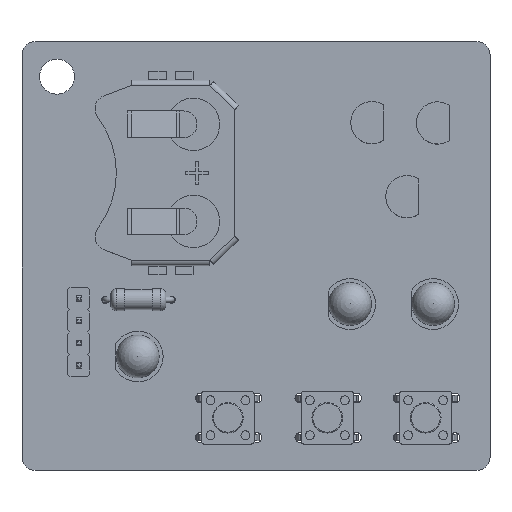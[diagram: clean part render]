
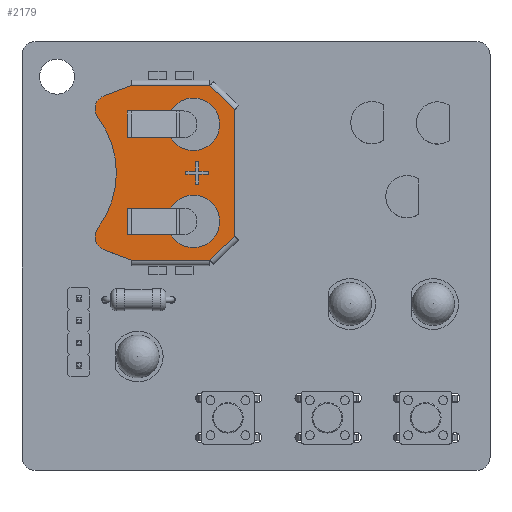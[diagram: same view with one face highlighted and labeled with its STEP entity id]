
A CAD part, top view. The second image highlights one B-rep face of the part: STEP entity #2179.
In plain terms, the highlighted planar face has unit normal (0, 0, 1).
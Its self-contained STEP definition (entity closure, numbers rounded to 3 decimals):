
#1862 = VERTEX_POINT('',#1863);
#1863 = CARTESIAN_POINT('',(-10.,4.48,4.));
#1872 = VERTEX_POINT('',#1873);
#1873 = CARTESIAN_POINT('',(-10.,-4.52,4.));
#1880 = EDGE_CURVE('',#1862,#1872,#1881,.T.);
#1881 = LINE('',#1882,#1883);
#1882 = CARTESIAN_POINT('',(-10.,4.48,4.));
#1883 = VECTOR('',#1884,1.);
#1884 = DIRECTION('',(0.,-1.,0.));
#2179 = ADVANCED_FACE('',(#2180,#2256,#2291,#2326),#2424,.T.);
#2180 = FACE_BOUND('',#2181,.T.);
#2181 = EDGE_LOOP('',(#2182,#2192,#2200,#2208,#2214,#2215,#2223,#2232,
    #2241,#2250));
#2182 = ORIENTED_EDGE('',*,*,#2183,.T.);
#2183 = EDGE_CURVE('',#2184,#2186,#2188,.T.);
#2184 = VERTEX_POINT('',#2185);
#2185 = CARTESIAN_POINT('',(10.,-4.52,4.));
#2186 = VERTEX_POINT('',#2187);
#2187 = CARTESIAN_POINT('',(10.,4.48,4.));
#2188 = LINE('',#2189,#2190);
#2189 = CARTESIAN_POINT('',(10.,-4.52,4.));
#2190 = VECTOR('',#2191,1.);
#2191 = DIRECTION('',(0.,1.,0.));
#2192 = ORIENTED_EDGE('',*,*,#2193,.T.);
#2193 = EDGE_CURVE('',#2186,#2194,#2196,.T.);
#2194 = VERTEX_POINT('',#2195);
#2195 = CARTESIAN_POINT('',(7.27,7.348,4.));
#2196 = LINE('',#2197,#2198);
#2197 = CARTESIAN_POINT('',(10.,4.48,4.));
#2198 = VECTOR('',#2199,1.);
#2199 = DIRECTION('',(-0.689,0.724,0.));
#2200 = ORIENTED_EDGE('',*,*,#2201,.T.);
#2201 = EDGE_CURVE('',#2194,#2202,#2204,.T.);
#2202 = VERTEX_POINT('',#2203);
#2203 = CARTESIAN_POINT('',(-7.27,7.348,4.));
#2204 = LINE('',#2205,#2206);
#2205 = CARTESIAN_POINT('',(7.27,7.348,4.));
#2206 = VECTOR('',#2207,1.);
#2207 = DIRECTION('',(-1.,0.,0.));
#2208 = ORIENTED_EDGE('',*,*,#2209,.T.);
#2209 = EDGE_CURVE('',#2202,#1862,#2210,.T.);
#2210 = LINE('',#2211,#2212);
#2211 = CARTESIAN_POINT('',(-7.27,7.348,4.));
#2212 = VECTOR('',#2213,1.);
#2213 = DIRECTION('',(-0.689,-0.724,0.));
#2214 = ORIENTED_EDGE('',*,*,#1880,.T.);
#2215 = ORIENTED_EDGE('',*,*,#2216,.T.);
#2216 = EDGE_CURVE('',#1872,#2217,#2219,.T.);
#2217 = VERTEX_POINT('',#2218);
#2218 = CARTESIAN_POINT('',(-8.813,-7.612,4.));
#2219 = LINE('',#2220,#2221);
#2220 = CARTESIAN_POINT('',(-10.,-4.52,4.));
#2221 = VECTOR('',#2222,1.);
#2222 = DIRECTION('',(0.358,-0.934,0.));
#2223 = ORIENTED_EDGE('',*,*,#2224,.T.);
#2224 = EDGE_CURVE('',#2217,#2225,#2227,.T.);
#2225 = VERTEX_POINT('',#2226);
#2226 = CARTESIAN_POINT('',(-6.324,-8.325,4.));
#2227 = CIRCLE('',#2228,1.621);
#2228 = AXIS2_PLACEMENT_3D('',#2229,#2230,#2231);
#2229 = CARTESIAN_POINT('',(-7.3,-7.031,4.));
#2230 = DIRECTION('',(0.,0.,1.));
#2231 = DIRECTION('',(-1.,0.,0.));
#2232 = ORIENTED_EDGE('',*,*,#2233,.F.);
#2233 = EDGE_CURVE('',#2234,#2225,#2236,.T.);
#2234 = VERTEX_POINT('',#2235);
#2235 = CARTESIAN_POINT('',(6.324,-8.325,4.));
#2236 = CIRCLE('',#2237,10.5);
#2237 = AXIS2_PLACEMENT_3D('',#2238,#2239,#2240);
#2238 = CARTESIAN_POINT('',(0.,-16.707,4.));
#2239 = DIRECTION('',(0.,0.,1.));
#2240 = DIRECTION('',(-1.,0.,0.));
#2241 = ORIENTED_EDGE('',*,*,#2242,.T.);
#2242 = EDGE_CURVE('',#2234,#2243,#2245,.T.);
#2243 = VERTEX_POINT('',#2244);
#2244 = CARTESIAN_POINT('',(8.813,-7.612,4.));
#2245 = CIRCLE('',#2246,1.621);
#2246 = AXIS2_PLACEMENT_3D('',#2247,#2248,#2249);
#2247 = CARTESIAN_POINT('',(7.3,-7.031,4.));
#2248 = DIRECTION('',(0.,0.,1.));
#2249 = DIRECTION('',(-1.,0.,0.));
#2250 = ORIENTED_EDGE('',*,*,#2251,.F.);
#2251 = EDGE_CURVE('',#2184,#2243,#2252,.T.);
#2252 = LINE('',#2253,#2254);
#2253 = CARTESIAN_POINT('',(10.,-4.52,4.));
#2254 = VECTOR('',#2255,1.);
#2255 = DIRECTION('',(-0.358,-0.934,0.));
#2256 = FACE_BOUND('',#2257,.T.);
#2257 = EDGE_LOOP('',(#2258,#2268,#2276,#2284));
#2258 = ORIENTED_EDGE('',*,*,#2259,.T.);
#2259 = EDGE_CURVE('',#2260,#2262,#2264,.T.);
#2260 = VERTEX_POINT('',#2261);
#2261 = CARTESIAN_POINT('',(-4.025,0.008,4.));
#2262 = VERTEX_POINT('',#2263);
#2263 = CARTESIAN_POINT('',(-4.025,-4.992,4.));
#2264 = LINE('',#2265,#2266);
#2265 = CARTESIAN_POINT('',(-4.025,0.008,4.));
#2266 = VECTOR('',#2267,1.);
#2267 = DIRECTION('',(0.,-1.,0.));
#2268 = ORIENTED_EDGE('',*,*,#2269,.T.);
#2269 = EDGE_CURVE('',#2262,#2270,#2272,.T.);
#2270 = VERTEX_POINT('',#2271);
#2271 = CARTESIAN_POINT('',(-7.075,-4.992,4.));
#2272 = LINE('',#2273,#2274);
#2273 = CARTESIAN_POINT('',(-4.025,-4.992,4.));
#2274 = VECTOR('',#2275,1.);
#2275 = DIRECTION('',(-1.,0.,0.));
#2276 = ORIENTED_EDGE('',*,*,#2277,.T.);
#2277 = EDGE_CURVE('',#2270,#2278,#2280,.T.);
#2278 = VERTEX_POINT('',#2279);
#2279 = CARTESIAN_POINT('',(-7.075,0.008,4.));
#2280 = LINE('',#2281,#2282);
#2281 = CARTESIAN_POINT('',(-7.075,-4.992,4.));
#2282 = VECTOR('',#2283,1.);
#2283 = DIRECTION('',(0.,1.,0.));
#2284 = ORIENTED_EDGE('',*,*,#2285,.F.);
#2285 = EDGE_CURVE('',#2260,#2278,#2286,.T.);
#2286 = CIRCLE('',#2287,3.);
#2287 = AXIS2_PLACEMENT_3D('',#2288,#2289,#2290);
#2288 = CARTESIAN_POINT('',(-5.55,2.592,4.));
#2289 = DIRECTION('',(0.,0.,1.));
#2290 = DIRECTION('',(-1.,0.,0.));
#2291 = FACE_BOUND('',#2292,.T.);
#2292 = EDGE_LOOP('',(#2293,#2303,#2311,#2319));
#2293 = ORIENTED_EDGE('',*,*,#2294,.T.);
#2294 = EDGE_CURVE('',#2295,#2297,#2299,.T.);
#2295 = VERTEX_POINT('',#2296);
#2296 = CARTESIAN_POINT('',(7.075,0.008,4.));
#2297 = VERTEX_POINT('',#2298);
#2298 = CARTESIAN_POINT('',(7.075,-4.992,4.));
#2299 = LINE('',#2300,#2301);
#2300 = CARTESIAN_POINT('',(7.075,0.008,4.));
#2301 = VECTOR('',#2302,1.);
#2302 = DIRECTION('',(0.,-1.,0.));
#2303 = ORIENTED_EDGE('',*,*,#2304,.T.);
#2304 = EDGE_CURVE('',#2297,#2305,#2307,.T.);
#2305 = VERTEX_POINT('',#2306);
#2306 = CARTESIAN_POINT('',(4.025,-4.992,4.));
#2307 = LINE('',#2308,#2309);
#2308 = CARTESIAN_POINT('',(7.075,-4.992,4.));
#2309 = VECTOR('',#2310,1.);
#2310 = DIRECTION('',(-1.,0.,0.));
#2311 = ORIENTED_EDGE('',*,*,#2312,.T.);
#2312 = EDGE_CURVE('',#2305,#2313,#2315,.T.);
#2313 = VERTEX_POINT('',#2314);
#2314 = CARTESIAN_POINT('',(4.025,0.008,4.));
#2315 = LINE('',#2316,#2317);
#2316 = CARTESIAN_POINT('',(4.025,-4.992,4.));
#2317 = VECTOR('',#2318,1.);
#2318 = DIRECTION('',(0.,1.,0.));
#2319 = ORIENTED_EDGE('',*,*,#2320,.F.);
#2320 = EDGE_CURVE('',#2295,#2313,#2321,.T.);
#2321 = CIRCLE('',#2322,3.);
#2322 = AXIS2_PLACEMENT_3D('',#2323,#2324,#2325);
#2323 = CARTESIAN_POINT('',(5.55,2.592,4.));
#2324 = DIRECTION('',(0.,0.,1.));
#2325 = DIRECTION('',(-1.,0.,0.));
#2326 = FACE_BOUND('',#2327,.T.);
#2327 = EDGE_LOOP('',(#2328,#2338,#2346,#2354,#2362,#2370,#2378,#2386,
    #2394,#2402,#2410,#2418));
#2328 = ORIENTED_EDGE('',*,*,#2329,.T.);
#2329 = EDGE_CURVE('',#2330,#2332,#2334,.T.);
#2330 = VERTEX_POINT('',#2331);
#2331 = CARTESIAN_POINT('',(0.175,3.198,4.));
#2332 = VERTEX_POINT('',#2333);
#2333 = CARTESIAN_POINT('',(1.3,3.198,4.));
#2334 = LINE('',#2335,#2336);
#2335 = CARTESIAN_POINT('',(0.175,3.198,4.));
#2336 = VECTOR('',#2337,1.);
#2337 = DIRECTION('',(1.,0.,0.));
#2338 = ORIENTED_EDGE('',*,*,#2339,.T.);
#2339 = EDGE_CURVE('',#2332,#2340,#2342,.T.);
#2340 = VERTEX_POINT('',#2341);
#2341 = CARTESIAN_POINT('',(1.3,2.848,4.));
#2342 = LINE('',#2343,#2344);
#2343 = CARTESIAN_POINT('',(1.3,3.198,4.));
#2344 = VECTOR('',#2345,1.);
#2345 = DIRECTION('',(0.,-1.,0.));
#2346 = ORIENTED_EDGE('',*,*,#2347,.T.);
#2347 = EDGE_CURVE('',#2340,#2348,#2350,.T.);
#2348 = VERTEX_POINT('',#2349);
#2349 = CARTESIAN_POINT('',(0.175,2.848,4.));
#2350 = LINE('',#2351,#2352);
#2351 = CARTESIAN_POINT('',(1.3,2.848,4.));
#2352 = VECTOR('',#2353,1.);
#2353 = DIRECTION('',(-1.,0.,0.));
#2354 = ORIENTED_EDGE('',*,*,#2355,.T.);
#2355 = EDGE_CURVE('',#2348,#2356,#2358,.T.);
#2356 = VERTEX_POINT('',#2357);
#2357 = CARTESIAN_POINT('',(0.175,1.723,4.));
#2358 = LINE('',#2359,#2360);
#2359 = CARTESIAN_POINT('',(0.175,2.848,4.));
#2360 = VECTOR('',#2361,1.);
#2361 = DIRECTION('',(0.,-1.,0.));
#2362 = ORIENTED_EDGE('',*,*,#2363,.T.);
#2363 = EDGE_CURVE('',#2356,#2364,#2366,.T.);
#2364 = VERTEX_POINT('',#2365);
#2365 = CARTESIAN_POINT('',(-0.175,1.723,4.));
#2366 = LINE('',#2367,#2368);
#2367 = CARTESIAN_POINT('',(0.175,1.723,4.));
#2368 = VECTOR('',#2369,1.);
#2369 = DIRECTION('',(-1.,0.,0.));
#2370 = ORIENTED_EDGE('',*,*,#2371,.T.);
#2371 = EDGE_CURVE('',#2364,#2372,#2374,.T.);
#2372 = VERTEX_POINT('',#2373);
#2373 = CARTESIAN_POINT('',(-0.175,2.848,4.));
#2374 = LINE('',#2375,#2376);
#2375 = CARTESIAN_POINT('',(-0.175,1.723,4.));
#2376 = VECTOR('',#2377,1.);
#2377 = DIRECTION('',(0.,1.,0.));
#2378 = ORIENTED_EDGE('',*,*,#2379,.T.);
#2379 = EDGE_CURVE('',#2372,#2380,#2382,.T.);
#2380 = VERTEX_POINT('',#2381);
#2381 = CARTESIAN_POINT('',(-1.3,2.848,4.));
#2382 = LINE('',#2383,#2384);
#2383 = CARTESIAN_POINT('',(-0.175,2.848,4.));
#2384 = VECTOR('',#2385,1.);
#2385 = DIRECTION('',(-1.,0.,0.));
#2386 = ORIENTED_EDGE('',*,*,#2387,.T.);
#2387 = EDGE_CURVE('',#2380,#2388,#2390,.T.);
#2388 = VERTEX_POINT('',#2389);
#2389 = CARTESIAN_POINT('',(-1.3,3.198,4.));
#2390 = LINE('',#2391,#2392);
#2391 = CARTESIAN_POINT('',(-1.3,2.848,4.));
#2392 = VECTOR('',#2393,1.);
#2393 = DIRECTION('',(0.,1.,0.));
#2394 = ORIENTED_EDGE('',*,*,#2395,.T.);
#2395 = EDGE_CURVE('',#2388,#2396,#2398,.T.);
#2396 = VERTEX_POINT('',#2397);
#2397 = CARTESIAN_POINT('',(-0.175,3.198,4.));
#2398 = LINE('',#2399,#2400);
#2399 = CARTESIAN_POINT('',(-1.3,3.198,4.));
#2400 = VECTOR('',#2401,1.);
#2401 = DIRECTION('',(1.,0.,0.));
#2402 = ORIENTED_EDGE('',*,*,#2403,.T.);
#2403 = EDGE_CURVE('',#2396,#2404,#2406,.T.);
#2404 = VERTEX_POINT('',#2405);
#2405 = CARTESIAN_POINT('',(-0.175,4.323,4.));
#2406 = LINE('',#2407,#2408);
#2407 = CARTESIAN_POINT('',(-0.175,3.198,4.));
#2408 = VECTOR('',#2409,1.);
#2409 = DIRECTION('',(0.,1.,0.));
#2410 = ORIENTED_EDGE('',*,*,#2411,.T.);
#2411 = EDGE_CURVE('',#2404,#2412,#2414,.T.);
#2412 = VERTEX_POINT('',#2413);
#2413 = CARTESIAN_POINT('',(0.175,4.323,4.));
#2414 = LINE('',#2415,#2416);
#2415 = CARTESIAN_POINT('',(-0.175,4.323,4.));
#2416 = VECTOR('',#2417,1.);
#2417 = DIRECTION('',(1.,0.,0.));
#2418 = ORIENTED_EDGE('',*,*,#2419,.T.);
#2419 = EDGE_CURVE('',#2412,#2330,#2420,.T.);
#2420 = LINE('',#2421,#2422);
#2421 = CARTESIAN_POINT('',(0.175,4.323,4.));
#2422 = VECTOR('',#2423,1.);
#2423 = DIRECTION('',(0.,-1.,0.));
#2424 = PLANE('',#2425);
#2425 = AXIS2_PLACEMENT_3D('',#2426,#2427,#2428);
#2426 = CARTESIAN_POINT('',(0.,-0.472,4.));
#2427 = DIRECTION('',(0.,0.,1.));
#2428 = DIRECTION('',(-1.,0.,0.));
